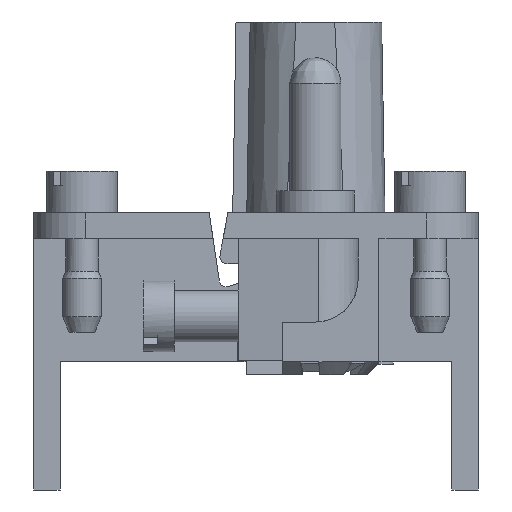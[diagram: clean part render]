
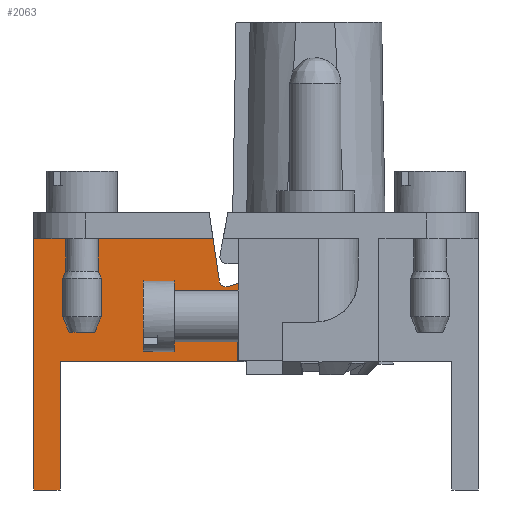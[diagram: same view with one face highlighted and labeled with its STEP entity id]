
A CAD part, left-side view. The second image highlights one B-rep face of the part: STEP entity #2063.
In plain terms, the highlighted planar face has unit normal (-1, 0, 0).
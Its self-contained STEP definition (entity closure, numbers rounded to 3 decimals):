
#2063=ADVANCED_FACE('',(#3077),#2585,.T.);
#2585=PLANE('',#12967);
#3077=FACE_OUTER_BOUND('',#3745,.T.);
#3745=EDGE_LOOP('',(#6167,#6168,#6169,#6170,#6171,#6172,#6173,#6174,#6175,
#6176,#6177,#6178,#6179,#6180,#6181,#6182,#6183,#6184,#6185));
#4155=CIRCLE('',#12959,1.05);
#4156=CIRCLE('',#12960,1.05);
#4157=CIRCLE('',#12961,1.05);
#4159=CIRCLE('',#12964,0.95);
#4160=CIRCLE('',#12965,1.44);
#4161=CIRCLE('',#12966,0.55);
#6167=ORIENTED_EDGE('',*,*,#9434,.T.);
#6168=ORIENTED_EDGE('',*,*,#9269,.T.);
#6169=ORIENTED_EDGE('',*,*,#9381,.F.);
#6170=ORIENTED_EDGE('',*,*,#9435,.F.);
#6171=ORIENTED_EDGE('',*,*,#9436,.F.);
#6172=ORIENTED_EDGE('',*,*,#9437,.T.);
#6173=ORIENTED_EDGE('',*,*,#9438,.T.);
#6174=ORIENTED_EDGE('',*,*,#9439,.T.);
#6175=ORIENTED_EDGE('',*,*,#9426,.F.);
#6176=ORIENTED_EDGE('',*,*,#9432,.F.);
#6177=ORIENTED_EDGE('',*,*,#9431,.F.);
#6178=ORIENTED_EDGE('',*,*,#9430,.F.);
#6179=ORIENTED_EDGE('',*,*,#9440,.F.);
#6180=ORIENTED_EDGE('',*,*,#9441,.F.);
#6181=ORIENTED_EDGE('',*,*,#9442,.T.);
#6182=ORIENTED_EDGE('',*,*,#9443,.T.);
#6183=ORIENTED_EDGE('',*,*,#9444,.T.);
#6184=ORIENTED_EDGE('',*,*,#9445,.T.);
#6185=ORIENTED_EDGE('',*,*,#9446,.T.);
#7922=VERTEX_POINT('',#18691);
#7927=VERTEX_POINT('',#18700);
#8038=VERTEX_POINT('',#19154);
#8080=VERTEX_POINT('',#19304);
#8081=VERTEX_POINT('',#19306);
#8084=VERTEX_POINT('',#19313);
#8085=VERTEX_POINT('',#19315);
#8086=VERTEX_POINT('',#19317);
#8087=VERTEX_POINT('',#19322);
#8088=VERTEX_POINT('',#19324);
#8089=VERTEX_POINT('',#19326);
#8090=VERTEX_POINT('',#19328);
#8091=VERTEX_POINT('',#19330);
#8092=VERTEX_POINT('',#19333);
#8093=VERTEX_POINT('',#19335);
#8094=VERTEX_POINT('',#19337);
#8095=VERTEX_POINT('',#19339);
#8096=VERTEX_POINT('',#19341);
#8097=VERTEX_POINT('',#19343);
#9269=EDGE_CURVE('',#7922,#7927,#10627,.T.);
#9381=EDGE_CURVE('',#8038,#7927,#10694,.T.);
#9426=EDGE_CURVE('',#8080,#8081,#10727,.T.);
#9430=EDGE_CURVE('',#8084,#8085,#4155,.T.);
#9431=EDGE_CURVE('',#8085,#8086,#4156,.T.);
#9432=EDGE_CURVE('',#8086,#8080,#4157,.T.);
#9434=EDGE_CURVE('',#8087,#7922,#10731,.T.);
#9435=EDGE_CURVE('',#8088,#8038,#10732,.T.);
#9436=EDGE_CURVE('',#8089,#8088,#10733,.T.);
#9437=EDGE_CURVE('',#8089,#8090,#10734,.T.);
#9438=EDGE_CURVE('',#8090,#8091,#10735,.T.);
#9439=EDGE_CURVE('',#8091,#8081,#4159,.T.);
#9440=EDGE_CURVE('',#8092,#8084,#10736,.T.);
#9441=EDGE_CURVE('',#8093,#8092,#10737,.T.);
#9442=EDGE_CURVE('',#8093,#8094,#4160,.T.);
#9443=EDGE_CURVE('',#8094,#8095,#10738,.T.);
#9444=EDGE_CURVE('',#8095,#8096,#10739,.T.);
#9445=EDGE_CURVE('',#8096,#8097,#10740,.T.);
#9446=EDGE_CURVE('',#8097,#8087,#4161,.T.);
#10627=LINE('',#18701,#11792);
#10694=LINE('',#19155,#11859);
#10727=LINE('',#19305,#11892);
#10731=LINE('',#19321,#11896);
#10732=LINE('',#19323,#11897);
#10733=LINE('',#19325,#11898);
#10734=LINE('',#19327,#11899);
#10735=LINE('',#19329,#11900);
#10736=LINE('',#19332,#11901);
#10737=LINE('',#19334,#11902);
#10738=LINE('',#19338,#11903);
#10739=LINE('',#19340,#11904);
#10740=LINE('',#19342,#11905);
#11792=VECTOR('',#14861,1.);
#11859=VECTOR('',#14956,1.);
#11892=VECTOR('',#14995,1.);
#11896=VECTOR('',#15011,1.);
#11897=VECTOR('',#15012,1.);
#11898=VECTOR('',#15013,1.);
#11899=VECTOR('',#15014,1.);
#11900=VECTOR('',#15015,1.);
#11901=VECTOR('',#15018,1.);
#11902=VECTOR('',#15019,1.);
#11903=VECTOR('',#15022,1.);
#11904=VECTOR('',#15023,1.);
#11905=VECTOR('',#15024,1.);
#12959=AXIS2_PLACEMENT_3D('',#19314,#15001,#15002);
#12960=AXIS2_PLACEMENT_3D('',#19316,#15003,#15004);
#12961=AXIS2_PLACEMENT_3D('',#19318,#15005,#15006);
#12964=AXIS2_PLACEMENT_3D('',#19331,#15016,#15017);
#12965=AXIS2_PLACEMENT_3D('',#19336,#15020,#15021);
#12966=AXIS2_PLACEMENT_3D('',#19344,#15025,#15026);
#12967=AXIS2_PLACEMENT_3D('',#19345,#15027,#15028);
#14861=DIRECTION('',(0.,1.,0.));
#14956=DIRECTION('',(0.,0.,1.));
#14995=DIRECTION('',(0.,1.,0.));
#15001=DIRECTION('',(1.,0.,0.));
#15002=DIRECTION('',(0.,0.,1.));
#15003=DIRECTION('',(1.,0.,0.));
#15004=DIRECTION('',(0.,0.,1.));
#15005=DIRECTION('',(1.,0.,0.));
#15006=DIRECTION('',(0.,0.,1.));
#15011=DIRECTION('',(0.,0.148,0.989));
#15012=DIRECTION('',(0.,1.,0.));
#15013=DIRECTION('',(0.,0.,-1.));
#15014=DIRECTION('',(0.,-1.,0.));
#15015=DIRECTION('',(0.,0.,1.));
#15016=DIRECTION('',(1.,0.,0.));
#15017=DIRECTION('',(0.,-1.,0.));
#15018=DIRECTION('',(0.,0.,-1.));
#15019=DIRECTION('',(0.,0.545,-0.839));
#15020=DIRECTION('',(-1.,0.,0.));
#15021=DIRECTION('',(0.,0.,1.));
#15022=DIRECTION('',(0.,0.,-1.));
#15023=DIRECTION('',(0.,0.515,-0.857));
#15024=DIRECTION('',(0.,0.951,-0.309));
#15025=DIRECTION('',(1.,0.,0.));
#15026=DIRECTION('',(0.,-1.,0.));
#15027=DIRECTION('',(-1.,0.,0.));
#15028=DIRECTION('',(0.,0.,1.));
#18691=CARTESIAN_POINT('',(-24.1,3.334,0.));
#18700=CARTESIAN_POINT('',(-24.1,17.25,0.));
#18701=CARTESIAN_POINT('',(-24.1,17.25,0.));
#19154=CARTESIAN_POINT('',(-24.1,17.25,-19.5));
#19155=CARTESIAN_POINT('',(-24.1,17.25,2.));
#19304=CARTESIAN_POINT('',(-24.1,-1.78,-6.));
#19305=CARTESIAN_POINT('',(-24.1,1.35,-6.));
#19306=CARTESIAN_POINT('',(-24.1,0.45,-6.));
#19313=CARTESIAN_POINT('',(-24.1,-2.83,-4.95));
#19314=CARTESIAN_POINT('',(-24.1,-1.78,-4.95));
#19315=CARTESIAN_POINT('',(-24.1,-2.647,-5.543));
#19316=CARTESIAN_POINT('',(-24.1,-1.78,-4.95));
#19317=CARTESIAN_POINT('',(-24.1,-1.873,-5.996));
#19318=CARTESIAN_POINT('',(-24.1,-1.78,-4.95));
#19321=CARTESIAN_POINT('',(-24.1,2.844,-3.281));
#19322=CARTESIAN_POINT('',(-24.1,2.844,-3.281));
#19323=CARTESIAN_POINT('',(-24.1,15.2,-19.5));
#19324=CARTESIAN_POINT('',(-24.1,15.2,-19.5));
#19325=CARTESIAN_POINT('',(-24.1,15.2,-1.1));
#19326=CARTESIAN_POINT('',(-24.1,15.2,-9.57));
#19327=CARTESIAN_POINT('',(-24.1,17.25,-9.57));
#19328=CARTESIAN_POINT('',(-24.1,1.4,-9.57));
#19329=CARTESIAN_POINT('',(-24.1,1.4,-9.57));
#19330=CARTESIAN_POINT('',(-24.1,1.4,-6.95));
#19331=CARTESIAN_POINT('',(-24.1,0.45,-6.95));
#19332=CARTESIAN_POINT('',(-24.1,-2.83,-4.95));
#19333=CARTESIAN_POINT('',(-24.1,-2.83,-3.595));
#19334=CARTESIAN_POINT('',(-24.1,-2.83,-3.595));
#19335=CARTESIAN_POINT('',(-24.1,-3.23,-2.979));
#19336=CARTESIAN_POINT('',(-24.1,-3.05,-1.55));
#19337=CARTESIAN_POINT('',(-24.1,-1.8,-0.835));
#19338=CARTESIAN_POINT('',(-24.1,-1.8,2.31));
#19339=CARTESIAN_POINT('',(-24.1,-1.8,-1.825));
#19340=CARTESIAN_POINT('',(-24.1,-2.783,-0.188));
#19341=CARTESIAN_POINT('',(-24.1,-1.336,-2.597));
#19342=CARTESIAN_POINT('',(-24.1,-1.336,-2.597));
#19343=CARTESIAN_POINT('',(-24.1,2.13,-3.723));
#19344=CARTESIAN_POINT('',(-24.1,2.3,-3.2));
#19345=CARTESIAN_POINT('',(-24.1,0.45,-6.95));
